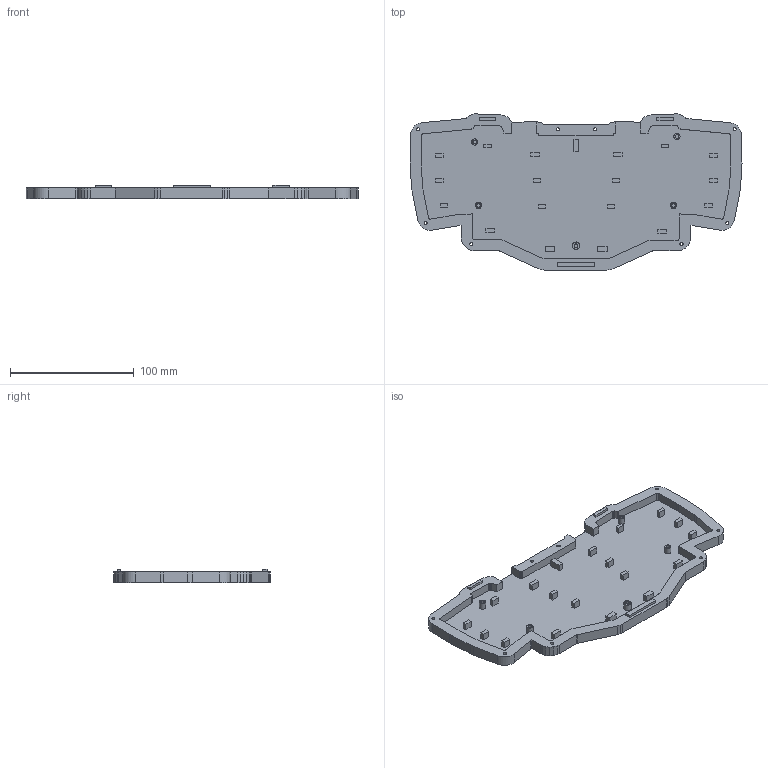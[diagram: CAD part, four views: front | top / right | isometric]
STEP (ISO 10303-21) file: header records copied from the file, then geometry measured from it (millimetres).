
FILE_DESCRIPTION(/* description */ (''),/* implementation_level */ '2;1');
FILE_NAME(/* name */ 'OverLord Lotus Layout 2balls Bottom Resin.step',/* time_stamp */ '2024-08-19T12:29:49-07:00',/* author */ (''),/* organization */ (''),/* preprocessor_version */ 'ST-DEVELOPER v20',/* originating_system */ 'Autodesk Translation Framework v13.14.0.145',/* authorisation */ '');
FILE_SCHEMA (('AUTOMOTIVE_DESIGN { 1 0 10303 214 3 1 1 }'));
Length unit declared in the file: millimetre
Products named in the file (1): Lotus Layout 2balls
Bounding box: 268.71 x 126.44 x 10.6 mm (x, y, z)
Volume: 89108.5 mm3; surface area: 69939 mm2
Topology: 1 solids, 1 shells, 294 faces, 778 edges, 518 vertices
Faces by surface type: plane 268, cylinder 26
Full cylindrical faces by diameter (mm): 2.5 x8, 3 x5, 5 x4, 6 x1
Entity records: 9040 total; most frequent: CARTESIAN_POINT 1591, ORIENTED_EDGE 1556, DIRECTION 1420, EDGE_CURVE 778, LINE 726, VECTOR 726, VERTEX_POINT 518, AXIS2_PLACEMENT_3D 347
